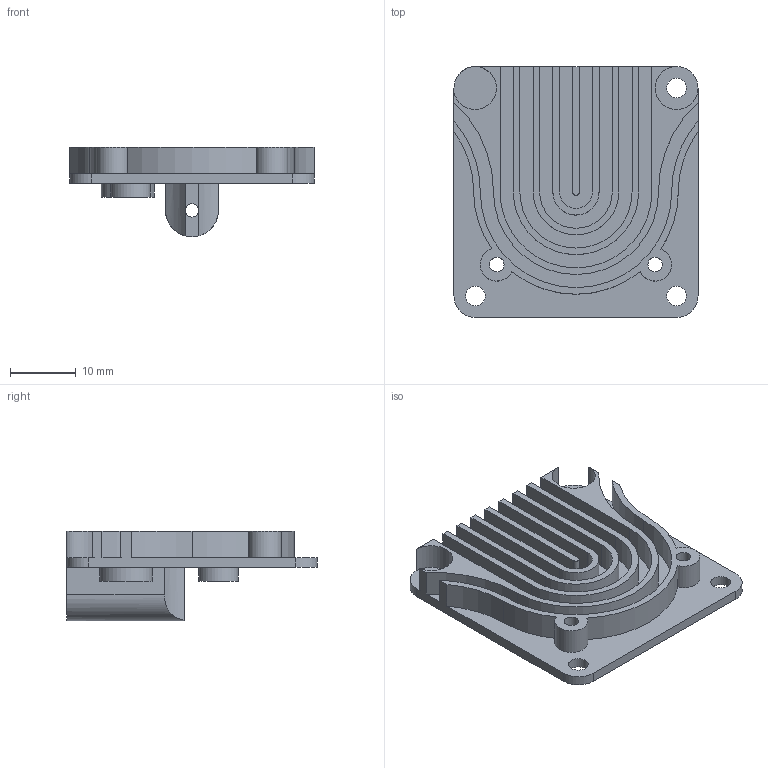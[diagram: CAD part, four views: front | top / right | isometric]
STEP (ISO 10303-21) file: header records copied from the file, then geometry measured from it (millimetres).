
FILE_DESCRIPTION(('FreeCAD Model'),'2;1');
FILE_NAME('Open CASCADE Shape Model','2025-01-08T16:41:54',('Author'),( ''),'Open CASCADE STEP processor 7.8','FreeCAD','Unknown');
FILE_SCHEMA(('AUTOMOTIVE_DESIGN { 1 0 10303 214 1 1 1 1 }'));
Length unit declared in the file: millimetre
Products named in the file (1): Pad002
Bounding box: 36.99 x 38 x 13.6 mm (x, y, z)
Volume: 4450.6 mm3; surface area: 6682 mm2
Topology: 1 solids, 1 shells, 88 faces, 237 edges, 158 vertices
Faces by surface type: plane 45, cylinder 43
Full cylindrical faces by diameter (mm): 2 x1, 2.2 x2, 3 x4, 4 x2, 5 x1, 6 x1, 6.2 x1, 8 x1
Entity records: 2872 total; most frequent: CARTESIAN_POINT 526, DIRECTION 500, ORIENTED_EDGE 474, EDGE_CURVE 237, AXIS2_PLACEMENT_3D 176, VERTEX_POINT 158, LINE 148, VECTOR 148
